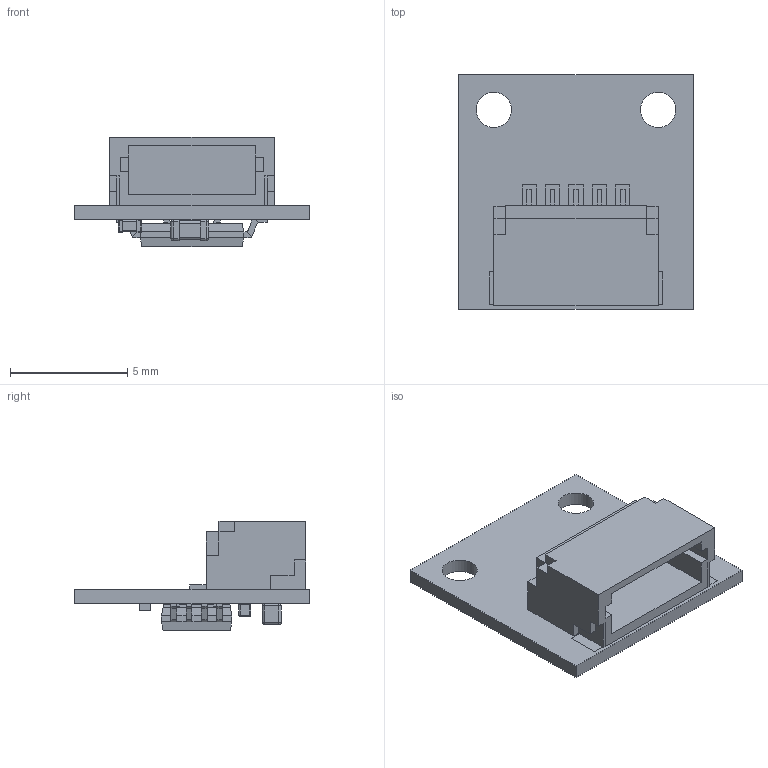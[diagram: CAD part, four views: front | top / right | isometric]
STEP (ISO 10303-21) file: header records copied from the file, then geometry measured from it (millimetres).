
FILE_DESCRIPTION(('FreeCAD Model'),'2;1');
FILE_NAME('Wireling_HALL_AST1006_REV2-STEP.step','2020-07-27T14:05:36',('Author'),(''), 'Open CASCADE STEP processor 7.4','FreeCAD','Unknown');
FILE_SCHEMA(('AUTOMOTIVE_DESIGN { 1 0 10303 214 1 1 1 1 }'));
Length unit declared in the file: millimetre
Products named in the file (1): Wireling_HALL_AST1006_REV2-STEP
Bounding box: 10 x 10 x 4.64 mm (x, y, z)
Volume: 183.7 mm3; surface area: 750.2 mm2
Topology: 45 solids, 45 shells, 658 faces, 2185 edges, 2163 vertices
Faces by surface type: plane 494, cylinder 126, sphere 32, revolution 6
Full cylindrical faces by diameter (mm): 1.502 x4
Entity records: 52458 total; most frequent: CARTESIAN_POINT 9736, DIRECTION 6745, LINE 4141, VECTOR 4141, ORIENTED_EDGE 3090, PCURVE 3090, DEFINITIONAL_REPRESENTATION 3090, EDGE_CURVE 1545
